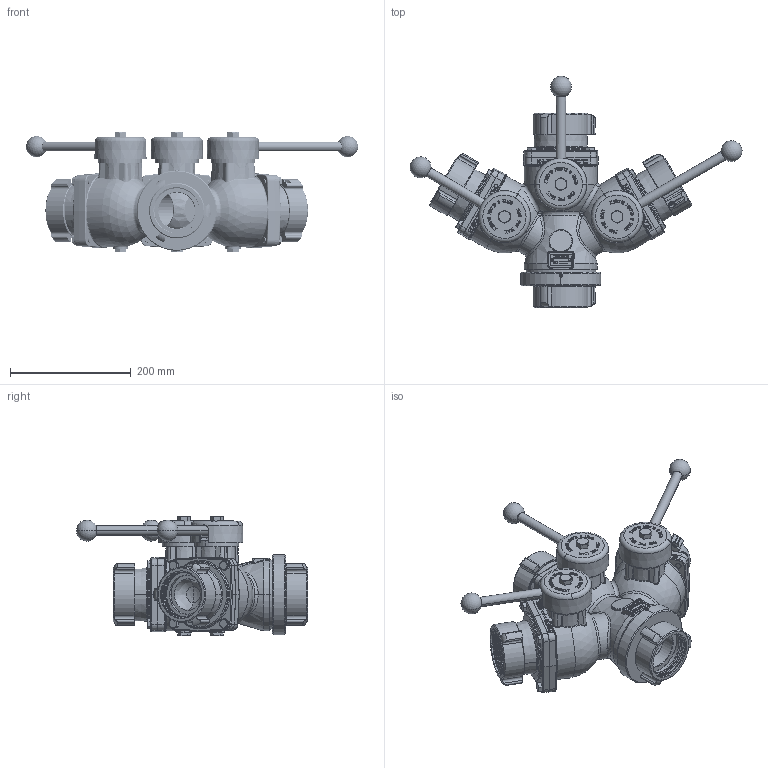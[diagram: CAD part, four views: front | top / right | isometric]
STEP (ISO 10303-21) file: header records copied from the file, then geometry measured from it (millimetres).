
FILE_DESCRIPTION((''),'2;1');
FILE_NAME('25830001_SW0001','2013-07-24T',('cknei'),(''),'PRO/ENGINEER BY PARAMETRIC TECHNOLOGY CORPORATION, 2011180','PRO/ENGINEER BY PARAMETRIC TECHNOLOGY CORPORATION, 2011180','');
FILE_SCHEMA(('CONFIG_CONTROL_DESIGN'));
Length unit declared in the file: inch
Products named in the file (1): 25830001_SW0001
Bounding box: 550.91 x 383.71 x 198.32 mm (x, y, z)
Surface area: 893996.3 mm2 (no closed solid volume)
Topology: 0 solids, 254 shells, 2842 faces, 15811 edges, 13062 vertices
Faces by surface type: plane 1268, cylinder 712, cone 336, bspline 302, torus 192, sphere 32
Entity records: 192457 total; most frequent: CARTESIAN_POINT 76551, ORIENTED_EDGE 21511, DIRECTION 21093, EDGE_CURVE 15785, VERTEX_POINT 13062, VECTOR 11775, LINE 11775, AXIS2_PLACEMENT_3D 4659
